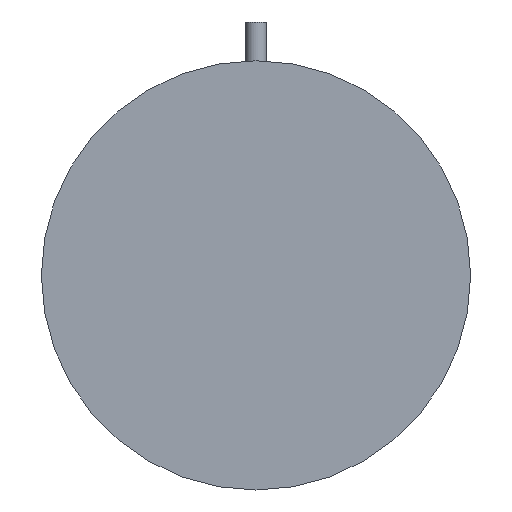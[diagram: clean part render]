
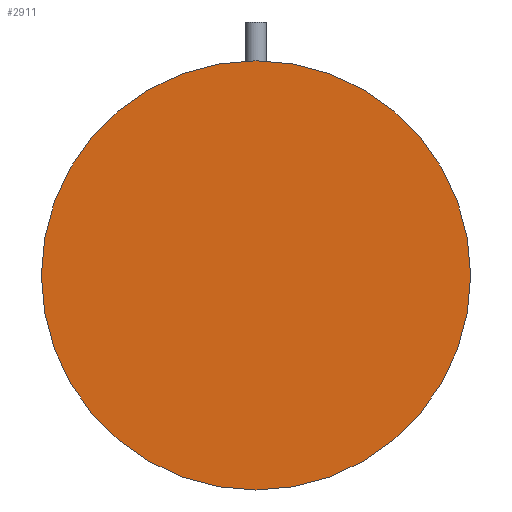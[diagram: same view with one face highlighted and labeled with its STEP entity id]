
A CAD part, front view. The second image highlights one B-rep face of the part: STEP entity #2911.
In plain terms, the highlighted planar face has unit normal (0, -1, 0).
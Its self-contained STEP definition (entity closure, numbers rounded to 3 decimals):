
#322=PLANE('',#3178);
#488=FACE_OUTER_BOUND('',#670,.T.);
#670=EDGE_LOOP('',(#2623,#2624));
#1050=CIRCLE('',#3176,50.);
#1051=CIRCLE('',#3177,50.);
#1337=VERTEX_POINT('',#14310);
#1338=VERTEX_POINT('',#14311);
#1769=EDGE_CURVE('',#1337,#1338,#1050,.T.);
#1770=EDGE_CURVE('',#1338,#1337,#1051,.T.);
#2623=ORIENTED_EDGE('',*,*,#1769,.T.);
#2624=ORIENTED_EDGE('',*,*,#1770,.T.);
#2911=ADVANCED_FACE('',(#488),#322,.T.);
#3176=AXIS2_PLACEMENT_3D('',#14312,#3802,#3803);
#3177=AXIS2_PLACEMENT_3D('',#14313,#3804,#3805);
#3178=AXIS2_PLACEMENT_3D('',#14315,#3807,#3808);
#3802=DIRECTION('center_axis',(0.,-1.,0.));
#3803=DIRECTION('ref_axis',(1.,0.,0.));
#3804=DIRECTION('center_axis',(0.,-1.,0.));
#3805=DIRECTION('ref_axis',(1.,0.,0.));
#3807=DIRECTION('center_axis',(0.,-1.,0.));
#3808=DIRECTION('ref_axis',(0.,0.,-1.));
#14310=CARTESIAN_POINT('',(50.,0.,0.));
#14311=CARTESIAN_POINT('',(-50.,0.,0.));
#14312=CARTESIAN_POINT('Origin',(0.,0.,
0.));
#14313=CARTESIAN_POINT('Origin',(0.,0.,
0.));
#14315=CARTESIAN_POINT('Origin',(0.,0.,0.));
